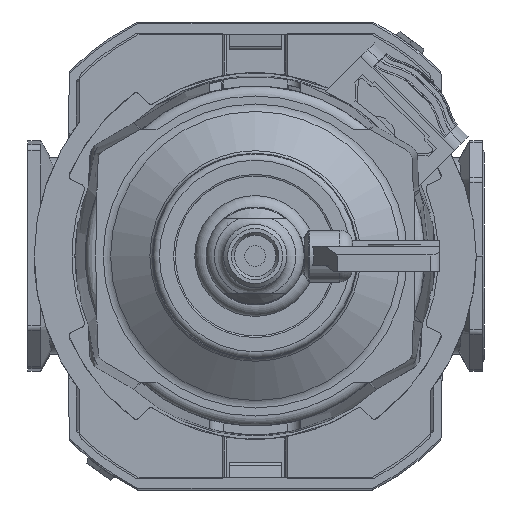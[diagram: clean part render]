
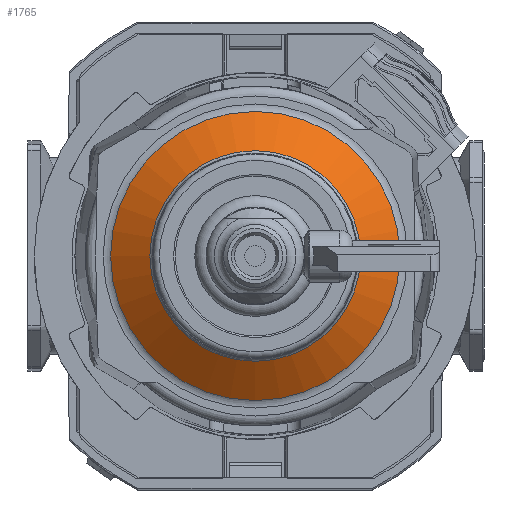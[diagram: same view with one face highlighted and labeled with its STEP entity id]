
A CAD part, front view. The second image highlights one B-rep face of the part: STEP entity #1765.
In plain terms, the highlighted conical face has half-angle 54.996 degrees and reference radius 22.24 mm.
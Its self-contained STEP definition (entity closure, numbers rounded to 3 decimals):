
#1765 = ADVANCED_FACE( '', ( #4208, #4209 ), #4210, .T. );
#4208 = FACE_BOUND( '', #7565, .T. );
#4209 = FACE_OUTER_BOUND( '', #7566, .T. );
#4210 = CONICAL_SURFACE( '', #7567, 22.24, 0.96 );
#7565 = EDGE_LOOP( '', ( #12867 ) );
#7566 = EDGE_LOOP( '', ( #12868 ) );
#7567 = AXIS2_PLACEMENT_3D( '', #12869, #12870, #12871 );
#12867 = ORIENTED_EDGE( '', *, *, #21438, .F. );
#12868 = ORIENTED_EDGE( '', *, *, #21439, .T. );
#12869 = CARTESIAN_POINT( '', ( 0., 5.938, 0. ) );
#12870 = DIRECTION( '', ( 0., 1., 0. ) );
#12871 = DIRECTION( '', ( -1., 0., 0. ) );
#21438 = EDGE_CURVE( '', #26370, #26370, #26371, .T. );
#21439 = EDGE_CURVE( '', #26372, #26372, #26373, .T. );
#26370 = VERTEX_POINT( '', #34382 );
#26371 = CIRCLE( '', #34383, 16.199 );
#26372 = VERTEX_POINT( '', #34384 );
#26373 = CIRCLE( '', #34385, 22.24 );
#34382 = CARTESIAN_POINT( '', ( 16.199, 1.708, 0. ) );
#34383 = AXIS2_PLACEMENT_3D( '', #41816, #41817, #41818 );
#34384 = CARTESIAN_POINT( '', ( 22.24, 5.938, 0. ) );
#34385 = AXIS2_PLACEMENT_3D( '', #41819, #41820, #41821 );
#41816 = CARTESIAN_POINT( '', ( 0., 1.708, 0. ) );
#41817 = DIRECTION( '', ( 0., -1., 0. ) );
#41818 = DIRECTION( '', ( 1., 0., 0. ) );
#41819 = CARTESIAN_POINT( '', ( 0., 5.938, 0. ) );
#41820 = DIRECTION( '', ( 0., -1., 0. ) );
#41821 = DIRECTION( '', ( 1., 0., 0. ) );
